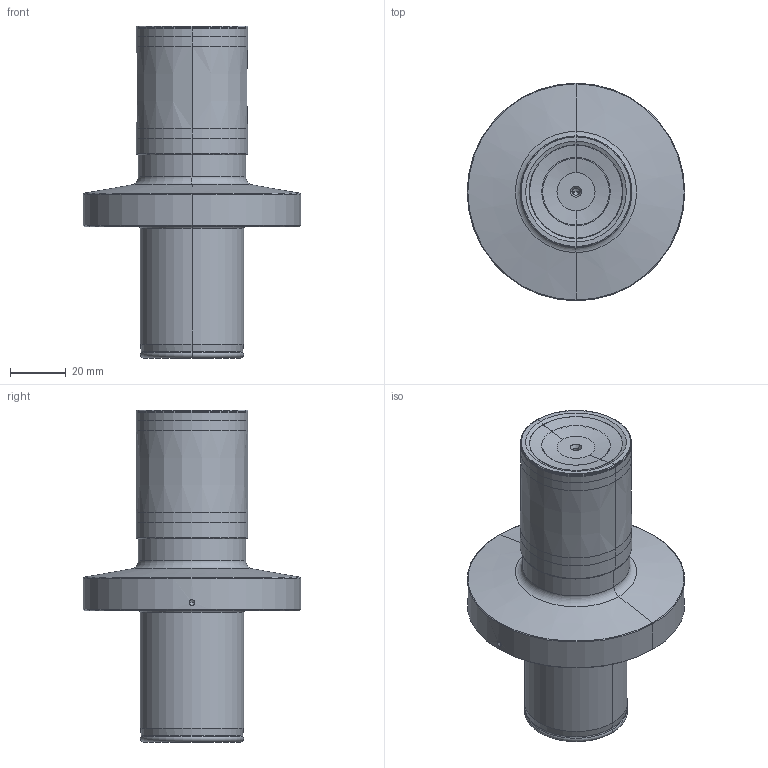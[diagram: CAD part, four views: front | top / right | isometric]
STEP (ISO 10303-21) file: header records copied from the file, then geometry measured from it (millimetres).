
FILE_DESCRIPTION((''),'2;1');
FILE_NAME('22J3C040046Z5R00__ASM','2009-10-08T',('arcalean_pc'),(''),'PRO/ENGINEER BY PARAMETRIC TECHNOLOGY CORPORATION, 2007460','PRO/ENGINEER BY PARAMETRIC TECHNOLOGY CORPORATION, 2007460','');
FILE_SCHEMA(('CONFIG_CONTROL_DESIGN'));
Length unit declared in the file: millimetre
Products named in the file (3): 22J3C040046Z5R00_HSG; SCHNEIDE; 22J3C040046Z5R00__ASM
Assembly tree (2 placements, depth 2):
  22J3C040046Z5R00__ASM
    22J3C040046Z5R00_HSG
    SCHNEIDE
Bounding box: 78 x 78 x 119 mm (x, y, z)
Volume: 218996.6 mm3; surface area: 35386.3 mm2
Topology: 2 solids, 2 shells, 90 faces, 182 edges, 94 vertices
Faces by surface type: revolution 48, cone 18, torus 12, cylinder 8, plane 4
Entity records: 5275 total; most frequent: CARTESIAN_POINT 3365, DIRECTION 372, ORIENTED_EDGE 356, EDGE_CURVE 178, AXIS2_PLACEMENT_3D 149, CIRCLE 102, B_SPLINE_CURVE_WITH_KNOTS 98, VERTEX_POINT 94
